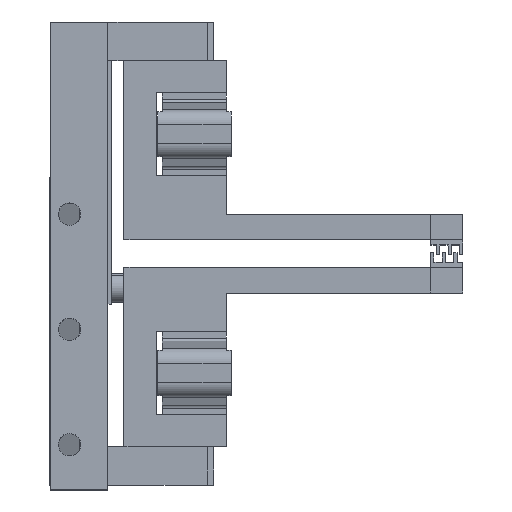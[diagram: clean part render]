
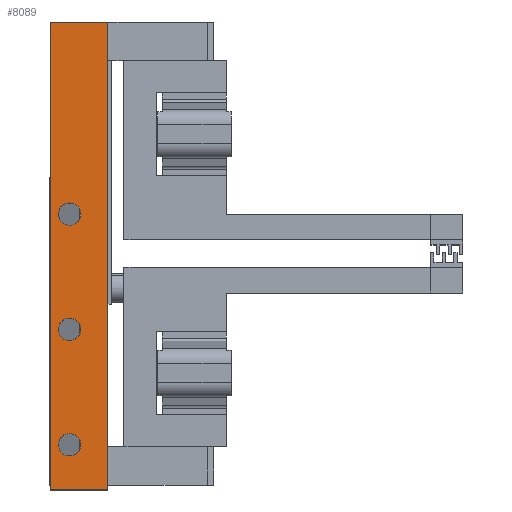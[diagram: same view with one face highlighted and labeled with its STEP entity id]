
A CAD part, top view. The second image highlights one B-rep face of the part: STEP entity #8089.
In plain terms, the highlighted face is planar.
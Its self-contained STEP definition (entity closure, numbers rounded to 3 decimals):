
#450 = AXIS2_PLACEMENT_3D ( 'NONE', #21744, #11531, #1305 ) ;
#573 = CARTESIAN_POINT ( 'NONE',  ( -49.75, 3., -15. ) ) ;
#632 = DIRECTION ( 'NONE',  ( 0., 0., 1. ) ) ;
#681 = EDGE_CURVE ( 'NONE', #2170, #11396, #18567, .T. ) ;
#1305 = DIRECTION ( 'NONE',  ( -1., 0., 0. ) ) ;
#1342 = AXIS2_PLACEMENT_3D ( 'NONE', #7532, #19425, #9240 ) ;
#1638 = DIRECTION ( 'NONE',  ( -1., 0., 0. ) ) ;
#1698 = CARTESIAN_POINT ( 'NONE',  ( 0., 9., -15. ) ) ;
#1948 = ORIENTED_EDGE ( 'NONE', *, *, #18414, .T. ) ;
#1958 = EDGE_LOOP ( 'NONE', ( #6515, #17159 ) ) ;
#2170 = VERTEX_POINT ( 'NONE', #573 ) ;
#2371 = EDGE_CURVE ( 'NONE', #15979, #19748, #2776, .T. ) ;
#2776 = CIRCLE ( 'NONE', #13598, 1.75 ) ;
#2864 = CIRCLE ( 'NONE', #5232, 1.75 ) ;
#3073 = CARTESIAN_POINT ( 'NONE',  ( -66., 3., -15. ) ) ;
#3099 = CARTESIAN_POINT ( 'NONE',  ( 0., 9., -15. ) ) ;
#4245 = DIRECTION ( 'NONE',  ( 0., 0., -1. ) ) ;
#4556 = CARTESIAN_POINT ( 'NONE',  ( -30., 3., -15. ) ) ;
#4779 = DIRECTION ( 'NONE',  ( -1., 0., 0. ) ) ;
#4780 = VERTEX_POINT ( 'NONE', #12543 ) ;
#4805 = AXIS2_PLACEMENT_3D ( 'NONE', #4556, #16511, #6297 ) ;
#5232 = AXIS2_PLACEMENT_3D ( 'NONE', #3073, #14982, #4779 ) ;
#5635 = VECTOR ( 'NONE', #9683, 1000. ) ;
#5646 = ORIENTED_EDGE ( 'NONE', *, *, #681, .F. ) ;
#5886 = EDGE_LOOP ( 'NONE', ( #1948, #8250, #8276, #8448 ) ) ;
#6297 = DIRECTION ( 'NONE',  ( -1., 0., 0. ) ) ;
#6515 = ORIENTED_EDGE ( 'NONE', *, *, #21801, .F. ) ;
#6819 = CIRCLE ( 'NONE', #11938, 1.75 ) ;
#7532 = CARTESIAN_POINT ( 'NONE',  ( -30., 3., -15. ) ) ;
#7673 = CIRCLE ( 'NONE', #4805, 1.75 ) ;
#7857 = FACE_BOUND ( 'NONE', #18161, .T. ) ;
#8089 = ADVANCED_FACE ( 'NONE', ( #21442, #12365, #7857, #12902 ), #19336, .F. ) ;
#8146 = EDGE_LOOP ( 'NONE', ( #5646, #21035 ) ) ;
#8197 = VERTEX_POINT ( 'NONE', #9357 ) ;
#8250 = ORIENTED_EDGE ( 'NONE', *, *, #10682, .F. ) ;
#8276 = ORIENTED_EDGE ( 'NONE', *, *, #15074, .F. ) ;
#8448 = ORIENTED_EDGE ( 'NONE', *, *, #20785, .T. ) ;
#8905 = LINE ( 'NONE', #11642, #14482 ) ;
#9084 = VERTEX_POINT ( 'NONE', #16555 ) ;
#9240 = DIRECTION ( 'NONE',  ( -1., 0., 0. ) ) ;
#9357 = CARTESIAN_POINT ( 'NONE',  ( -31.75, 3., -15. ) ) ;
#9683 = DIRECTION ( 'NONE',  ( 0., -1., 0. ) ) ;
#10682 = EDGE_CURVE ( 'NONE', #9084, #4780, #14675, .T. ) ;
#11025 = DIRECTION ( 'NONE',  ( -1., 0., 0. ) ) ;
#11134 = VECTOR ( 'NONE', #16767, 1000. ) ;
#11396 = VERTEX_POINT ( 'NONE', #12412 ) ;
#11531 = DIRECTION ( 'NONE',  ( 0., 0., -1. ) ) ;
#11642 = CARTESIAN_POINT ( 'NONE',  ( -73., 0., -15. ) ) ;
#11875 = DIRECTION ( 'NONE',  ( 0., 0., -1. ) ) ;
#11938 = AXIS2_PLACEMENT_3D ( 'NONE', #14441, #4245, #16199 ) ;
#12365 = FACE_BOUND ( 'NONE', #8146, .T. ) ;
#12412 = CARTESIAN_POINT ( 'NONE',  ( -46.25, 3., -15. ) ) ;
#12507 = VERTEX_POINT ( 'NONE', #19749 ) ;
#12543 = CARTESIAN_POINT ( 'NONE',  ( -73., 0., -15. ) ) ;
#12544 = DIRECTION ( 'NONE',  ( 1., 0., 0. ) ) ;
#12902 = FACE_OUTER_BOUND ( 'NONE', #5886, .T. ) ;
#13598 = AXIS2_PLACEMENT_3D ( 'NONE', #22066, #11875, #1638 ) ;
#14441 = CARTESIAN_POINT ( 'NONE',  ( -48., 3., -15. ) ) ;
#14482 = VECTOR ( 'NONE', #21839, 1000. ) ;
#14675 = LINE ( 'NONE', #21594, #5635 ) ;
#14982 = DIRECTION ( 'NONE',  ( 0., 0., -1. ) ) ;
#15000 = EDGE_CURVE ( 'NONE', #15961, #8197, #21487, .T. ) ;
#15074 = EDGE_CURVE ( 'NONE', #20323, #9084, #20953, .T. ) ;
#15862 = EDGE_CURVE ( 'NONE', #11396, #2170, #6819, .T. ) ;
#15961 = VERTEX_POINT ( 'NONE', #16268 ) ;
#15979 = VERTEX_POINT ( 'NONE', #19660 ) ;
#16199 = DIRECTION ( 'NONE',  ( -1., 0., 0. ) ) ;
#16268 = CARTESIAN_POINT ( 'NONE',  ( -28.25, 3., -15. ) ) ;
#16511 = DIRECTION ( 'NONE',  ( 0., 0., -1. ) ) ;
#16555 = CARTESIAN_POINT ( 'NONE',  ( -73., 9., -15. ) ) ;
#16767 = DIRECTION ( 'NONE',  ( 0., -1., 0. ) ) ;
#16825 = ORIENTED_EDGE ( 'NONE', *, *, #21539, .F. ) ;
#17159 = ORIENTED_EDGE ( 'NONE', *, *, #15000, .F. ) ;
#17202 = ORIENTED_EDGE ( 'NONE', *, *, #2371, .F. ) ;
#18161 = EDGE_LOOP ( 'NONE', ( #16825, #17202 ) ) ;
#18414 = EDGE_CURVE ( 'NONE', #12507, #4780, #8905, .T. ) ;
#18567 = CIRCLE ( 'NONE', #450, 1.75 ) ;
#19336 = PLANE ( 'NONE',  #21973 ) ;
#19425 = DIRECTION ( 'NONE',  ( 0., 0., -1. ) ) ;
#19623 = CARTESIAN_POINT ( 'NONE',  ( -67.75, 3., -15. ) ) ;
#19660 = CARTESIAN_POINT ( 'NONE',  ( -64.25, 3., -15. ) ) ;
#19748 = VERTEX_POINT ( 'NONE', #19623 ) ;
#19749 = CARTESIAN_POINT ( 'NONE',  ( 0., 0., -15. ) ) ;
#20323 = VERTEX_POINT ( 'NONE', #1698 ) ;
#20421 = VECTOR ( 'NONE', #11025, 1000. ) ;
#20722 = LINE ( 'NONE', #3099, #11134 ) ;
#20785 = EDGE_CURVE ( 'NONE', #20323, #12507, #20722, .T. ) ;
#20953 = LINE ( 'NONE', #21228, #20421 ) ;
#21035 = ORIENTED_EDGE ( 'NONE', *, *, #15862, .F. ) ;
#21051 = CARTESIAN_POINT ( 'NONE',  ( -73., 9., -15. ) ) ;
#21228 = CARTESIAN_POINT ( 'NONE',  ( -73., 9., -15. ) ) ;
#21442 = FACE_BOUND ( 'NONE', #1958, .T. ) ;
#21487 = CIRCLE ( 'NONE', #1342, 1.75 ) ;
#21539 = EDGE_CURVE ( 'NONE', #19748, #15979, #2864, .T. ) ;
#21594 = CARTESIAN_POINT ( 'NONE',  ( -73., 9., -15. ) ) ;
#21744 = CARTESIAN_POINT ( 'NONE',  ( -48., 3., -15. ) ) ;
#21801 = EDGE_CURVE ( 'NONE', #8197, #15961, #7673, .T. ) ;
#21839 = DIRECTION ( 'NONE',  ( -1., 0., 0. ) ) ;
#21973 = AXIS2_PLACEMENT_3D ( 'NONE', #21051, #632, #12544 ) ;
#22066 = CARTESIAN_POINT ( 'NONE',  ( -66., 3., -15. ) ) ;
